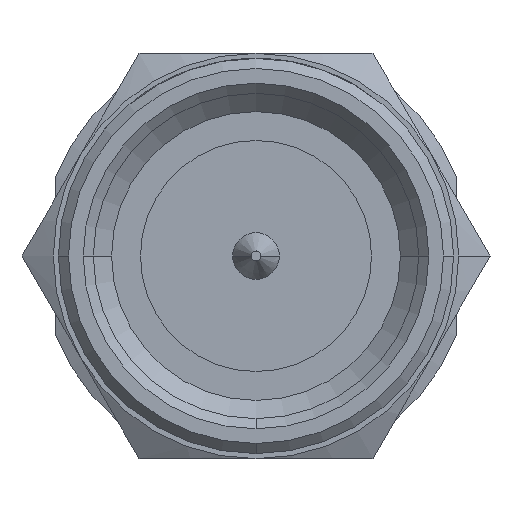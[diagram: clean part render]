
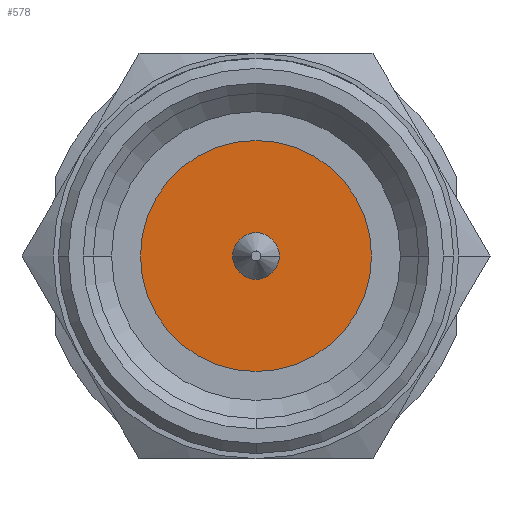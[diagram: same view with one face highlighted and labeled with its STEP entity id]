
A CAD part, left-side view. The second image highlights one B-rep face of the part: STEP entity #578.
In plain terms, the highlighted planar face has unit normal (-1, 0, 0).
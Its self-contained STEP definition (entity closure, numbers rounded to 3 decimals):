
#386 = FACE_BOUND ( 'NONE', #2770, .T. ) ;
#462 = DIRECTION ( 'NONE',  ( 0., 0., 1. ) ) ;
#501 = CARTESIAN_POINT ( 'NONE',  ( 3.15, -0.46, 0. ) ) ;
#578 = ADVANCED_FACE ( 'NONE', ( #386, #4467 ), #4041, .T. ) ;
#732 = DIRECTION ( 'NONE',  ( -1., 0., 0. ) ) ;
#934 = CIRCLE ( 'NONE', #4776, 2.28 ) ;
#1065 = EDGE_LOOP ( 'NONE', ( #5343, #6920 ) ) ;
#1202 = CIRCLE ( 'NONE', #5918, 0.46 ) ;
#1451 = VERTEX_POINT ( 'NONE', #1476 ) ;
#1476 = CARTESIAN_POINT ( 'NONE',  ( 3.15, 0.46, 0. ) ) ;
#1509 = EDGE_CURVE ( 'NONE', #1515, #4837, #934, .T. ) ;
#1515 = VERTEX_POINT ( 'NONE', #3662 ) ;
#1664 = DIRECTION ( 'NONE',  ( -1., 0., 0. ) ) ;
#1861 = DIRECTION ( 'NONE',  ( 0., 1., 0. ) ) ;
#1893 = DIRECTION ( 'NONE',  ( 1., 0., 0. ) ) ;
#1929 = EDGE_CURVE ( 'NONE', #1451, #4907, #4167, .T. ) ;
#2043 = ORIENTED_EDGE ( 'NONE', *, *, #1929, .F. ) ;
#2176 = CARTESIAN_POINT ( 'NONE',  ( 3.15, 0., 0. ) ) ;
#2770 = EDGE_LOOP ( 'NONE', ( #4174, #2043 ) ) ;
#3024 = DIRECTION ( 'NONE',  ( 0., -1., 0. ) ) ;
#3662 = CARTESIAN_POINT ( 'NONE',  ( 3.15, 2.28, 0. ) ) ;
#4041 = PLANE ( 'NONE',  #7366 ) ;
#4167 = CIRCLE ( 'NONE', #6758, 0.46 ) ;
#4174 = ORIENTED_EDGE ( 'NONE', *, *, #4233, .F. ) ;
#4188 = CIRCLE ( 'NONE', #6778, 2.28 ) ;
#4233 = EDGE_CURVE ( 'NONE', #4907, #1451, #1202, .T. ) ;
#4268 = DIRECTION ( 'NONE',  ( 0., 1., 0. ) ) ;
#4303 = EDGE_CURVE ( 'NONE', #1515, #4837, #4188, .T. ) ;
#4306 = CARTESIAN_POINT ( 'NONE',  ( 3.15, 0., 0. ) ) ;
#4343 = DIRECTION ( 'NONE',  ( 0., 1., 0. ) ) ;
#4467 = FACE_OUTER_BOUND ( 'NONE', #1065, .T. ) ;
#4776 = AXIS2_PLACEMENT_3D ( 'NONE', #6972, #1664, #1861 ) ;
#4837 = VERTEX_POINT ( 'NONE', #5125 ) ;
#4886 = DIRECTION ( 'NONE',  ( -1., 0., 0. ) ) ;
#4907 = VERTEX_POINT ( 'NONE', #501 ) ;
#5125 = CARTESIAN_POINT ( 'NONE',  ( 3.15, -2.28, 0. ) ) ;
#5343 = ORIENTED_EDGE ( 'NONE', *, *, #1509, .T. ) ;
#5918 = AXIS2_PLACEMENT_3D ( 'NONE', #6666, #4886, #3024 ) ;
#6666 = CARTESIAN_POINT ( 'NONE',  ( 3.15, 0., 0. ) ) ;
#6758 = AXIS2_PLACEMENT_3D ( 'NONE', #4306, #732, #4343 ) ;
#6778 = AXIS2_PLACEMENT_3D ( 'NONE', #7199, #1893, #4268 ) ;
#6896 = DIRECTION ( 'NONE',  ( -1., 0., 0. ) ) ;
#6920 = ORIENTED_EDGE ( 'NONE', *, *, #4303, .F. ) ;
#6972 = CARTESIAN_POINT ( 'NONE',  ( 3.15, 0., 0. ) ) ;
#7199 = CARTESIAN_POINT ( 'NONE',  ( 3.15, 0., 0. ) ) ;
#7366 = AXIS2_PLACEMENT_3D ( 'NONE', #2176, #6896, #462 ) ;
